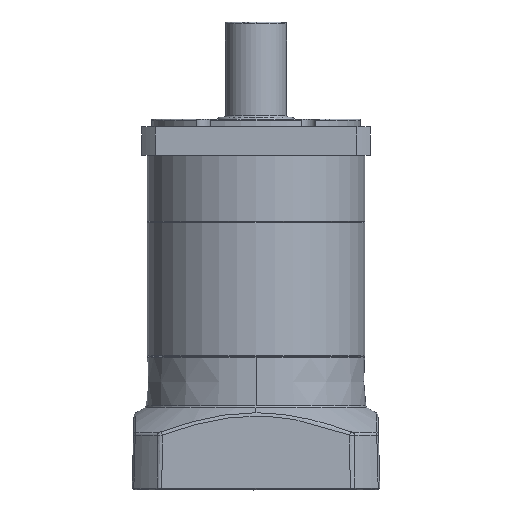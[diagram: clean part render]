
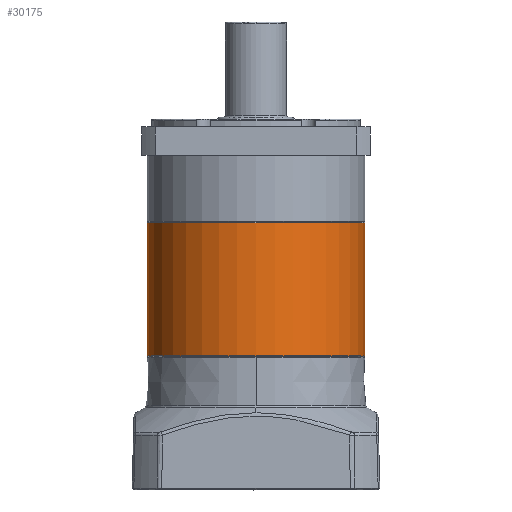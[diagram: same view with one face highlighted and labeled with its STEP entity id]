
A CAD part, front view. The second image highlights one B-rep face of the part: STEP entity #30175.
In plain terms, the highlighted cylindrical face has radius 57 mm (diameter 114 mm), a partial arc.
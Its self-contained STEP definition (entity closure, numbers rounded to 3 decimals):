
#696 = LINE ( 'NONE', #15110, #4446 ) ;
#1147 = CARTESIAN_POINT ( 'NONE',  ( 0., -57., 70.2 ) ) ;
#1570 = DIRECTION ( 'NONE',  ( -1., 0., 0. ) ) ;
#2437 = AXIS2_PLACEMENT_3D ( 'NONE', #16185, #16150, #16093 ) ;
#4446 = VECTOR ( 'NONE', #15167, 1000. ) ;
#5328 = ORIENTED_EDGE ( 'NONE', *, *, #21938, .T. ) ;
#5858 = AXIS2_PLACEMENT_3D ( 'NONE', #31013, #30716, #30910 ) ;
#7910 = CYLINDRICAL_SURFACE ( 'NONE', #5858, 57. ) ;
#10713 = ORIENTED_EDGE ( 'NONE', *, *, #33464, .F. ) ;
#11730 = LINE ( 'NONE', #12696, #39196 ) ;
#12488 = DIRECTION ( 'NONE',  ( 0., 0., -1. ) ) ;
#12696 = CARTESIAN_POINT ( 'NONE',  ( 57., 0., 70.5 ) ) ;
#15110 = CARTESIAN_POINT ( 'NONE',  ( -57., 0., 70.5 ) ) ;
#15167 = DIRECTION ( 'NONE',  ( 0., 0., -1. ) ) ;
#15910 = CARTESIAN_POINT ( 'NONE',  ( 57., 0., 0.3 ) ) ;
#16093 = DIRECTION ( 'NONE',  ( -1., 0., 0. ) ) ;
#16142 = ORIENTED_EDGE ( 'NONE', *, *, #45452, .T. ) ;
#16150 = DIRECTION ( 'NONE',  ( 0., 0., -1. ) ) ;
#16185 = CARTESIAN_POINT ( 'NONE',  ( 0., 0., 70.2 ) ) ;
#16809 = ORIENTED_EDGE ( 'NONE', *, *, #24363, .T. ) ;
#16954 = CARTESIAN_POINT ( 'NONE',  ( 0., 0., 0.3 ) ) ;
#20517 = DIRECTION ( 'NONE',  ( -1., 0., 0. ) ) ;
#21706 = VERTEX_POINT ( 'NONE', #22798 ) ;
#21938 = EDGE_CURVE ( 'NONE', #25234, #21706, #696, .T. ) ;
#22247 = AXIS2_PLACEMENT_3D ( 'NONE', #44339, #22967, #1570 ) ;
#22798 = CARTESIAN_POINT ( 'NONE',  ( -57., 0., 0.3 ) ) ;
#22967 = DIRECTION ( 'NONE',  ( 0., 0., -1. ) ) ;
#24363 = EDGE_CURVE ( 'NONE', #43577, #25105, #41004, .T. ) ;
#24889 = EDGE_LOOP ( 'NONE', ( #10713, #16809, #16142, #5328, #34625 ) ) ;
#25105 = VERTEX_POINT ( 'NONE', #1147 ) ;
#25234 = VERTEX_POINT ( 'NONE', #44371 ) ;
#26750 = CARTESIAN_POINT ( 'NONE',  ( 57., 0., 70.2 ) ) ;
#30175 = ADVANCED_FACE ( 'NONE', ( #45675 ), #7910, .T. ) ;
#30716 = DIRECTION ( 'NONE',  ( 0., 0., -1. ) ) ;
#30910 = DIRECTION ( 'NONE',  ( -1., 0., 0. ) ) ;
#31013 = CARTESIAN_POINT ( 'NONE',  ( 0., 0., 70.5 ) ) ;
#33464 = EDGE_CURVE ( 'NONE', #43577, #43542, #11730, .T. ) ;
#33630 = CIRCLE ( 'NONE', #22247, 57. ) ;
#34625 = ORIENTED_EDGE ( 'NONE', *, *, #44697, .T. ) ;
#39196 = VECTOR ( 'NONE', #12488, 1000. ) ;
#41004 = CIRCLE ( 'NONE', #2437, 57. ) ;
#42026 = DIRECTION ( 'NONE',  ( 0., 0., 1. ) ) ;
#43004 = CIRCLE ( 'NONE', #44072, 57. ) ;
#43542 = VERTEX_POINT ( 'NONE', #15910 ) ;
#43577 = VERTEX_POINT ( 'NONE', #26750 ) ;
#44072 = AXIS2_PLACEMENT_3D ( 'NONE', #16954, #42026, #20517 ) ;
#44339 = CARTESIAN_POINT ( 'NONE',  ( 0., 0., 70.2 ) ) ;
#44371 = CARTESIAN_POINT ( 'NONE',  ( -57., 0., 70.2 ) ) ;
#44697 = EDGE_CURVE ( 'NONE', #21706, #43542, #43004, .T. ) ;
#45452 = EDGE_CURVE ( 'NONE', #25105, #25234, #33630, .T. ) ;
#45675 = FACE_OUTER_BOUND ( 'NONE', #24889, .T. ) ;
